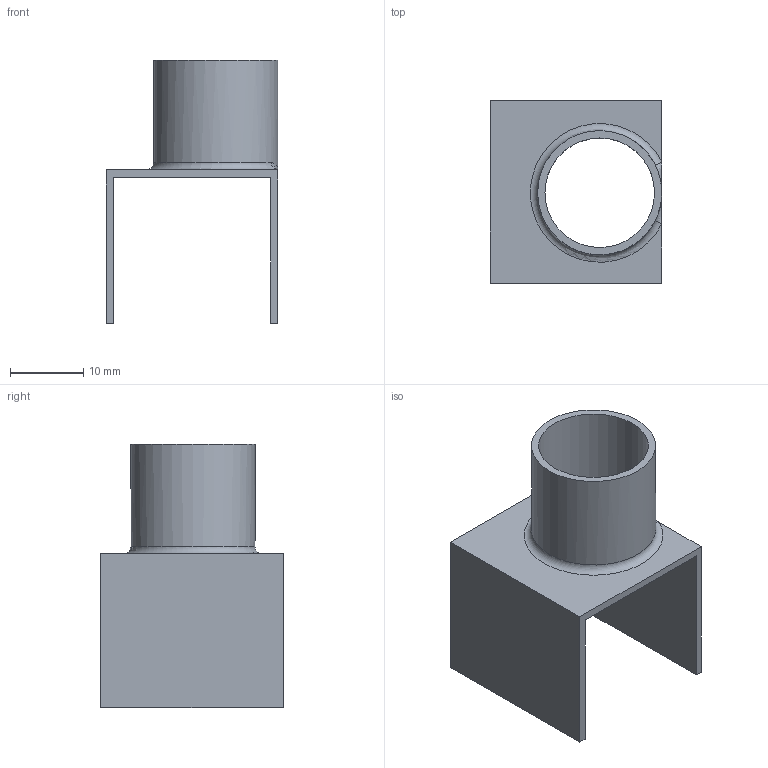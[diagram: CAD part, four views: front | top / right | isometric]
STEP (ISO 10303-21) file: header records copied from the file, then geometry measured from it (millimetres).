
FILE_DESCRIPTION(/* description */ (''),/* implementation_level */ '2;1');
FILE_NAME(/* name */ 'Restriktor v1.step',/* time_stamp */ '2024-03-01T18:43:09+01:00',/* author */ (''),/* organization */ (''),/* preprocessor_version */ 'ST-DEVELOPER v20',/* originating_system */ 'Autodesk Translation Framework v12.20.1.177',/* authorisation */ '');
FILE_SCHEMA (('AUTOMOTIVE_DESIGN { 1 0 10303 214 3 1 1 }'));
Length unit declared in the file: millimetre
Products named in the file (1): Restriktor
Bounding box: 23.5 x 25 x 36.03 mm (x, y, z)
Volume: 2188.6 mm3; surface area: 4536.2 mm2
Topology: 1 solids, 1 shells, 16 faces, 43 edges, 26 vertices
Faces by surface type: plane 11, bspline 2, cylinder 2, torus 1
Full cylindrical faces by diameter (mm): 15 x1, 17 x1
Entity records: 601 total; most frequent: CARTESIAN_POINT 176, ORIENTED_EDGE 82, DIRECTION 78, EDGE_CURVE 41, LINE 30, VECTOR 30, VERTEX_POINT 26, AXIS2_PLACEMENT_3D 24
